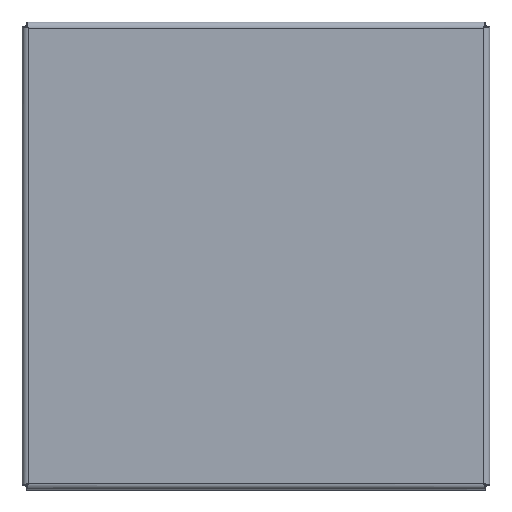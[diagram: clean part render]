
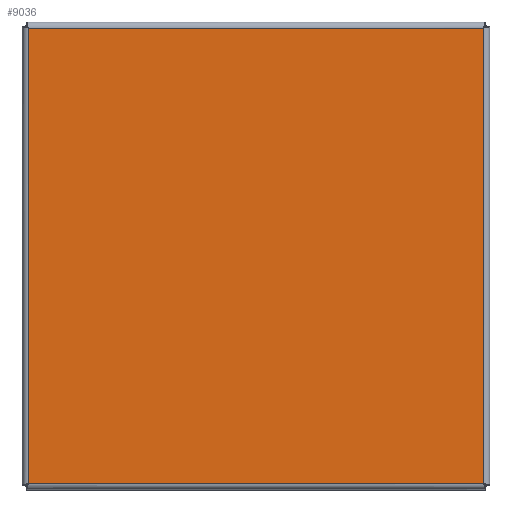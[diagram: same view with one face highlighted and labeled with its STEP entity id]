
A CAD part, top view. The second image highlights one B-rep face of the part: STEP entity #9036.
In plain terms, the highlighted planar face has unit normal (0, 0, 1).
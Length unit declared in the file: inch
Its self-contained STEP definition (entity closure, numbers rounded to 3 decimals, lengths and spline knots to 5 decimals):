
#37 = EDGE_CURVE ( 'NONE', #9486, #7088, #6557, .T. ) ;
#388 = LINE ( 'NONE', #3313, #5369 ) ;
#424 = AXIS2_PLACEMENT_3D ( 'NONE', #6421, #781, #7380 ) ;
#704 = CARTESIAN_POINT ( 'NONE',  ( 8.01975, 8.01975, 0.074 ) ) ;
#781 = DIRECTION ( 'NONE',  ( 0., 0., 1. ) ) ;
#1563 = VECTOR ( 'NONE', #4293, 39.37008 ) ;
#2301 = VERTEX_POINT ( 'NONE', #11642 ) ;
#2389 = EDGE_CURVE ( 'NONE', #7088, #2301, #6286, .T. ) ;
#2796 = EDGE_LOOP ( 'NONE', ( #9482, #8706, #5615, #4600 ) ) ;
#3032 = LINE ( 'NONE', #5708, #8064 ) ;
#3313 = CARTESIAN_POINT ( 'NONE',  ( 2.08387, 0.10525, 0.074 ) ) ;
#3343 = EDGE_CURVE ( 'NONE', #6667, #9486, #3032, .T. ) ;
#3486 = EDGE_CURVE ( 'NONE', #2301, #6667, #388, .T. ) ;
#3779 = VECTOR ( 'NONE', #10822, 39.37008 ) ;
#4293 = DIRECTION ( 'NONE',  ( -1., 0., 0. ) ) ;
#4370 = DIRECTION ( 'NONE',  ( 1., 0., 0. ) ) ;
#4600 = ORIENTED_EDGE ( 'NONE', *, *, #3486, .T. ) ;
#4829 = CARTESIAN_POINT ( 'NONE',  ( 0.10525, 8.01975, 0.074 ) ) ;
#5369 = VECTOR ( 'NONE', #4370, 39.37008 ) ;
#5615 = ORIENTED_EDGE ( 'NONE', *, *, #2389, .T. ) ;
#5665 = DIRECTION ( 'NONE',  ( 0., 1., 0. ) ) ;
#5708 = CARTESIAN_POINT ( 'NONE',  ( 8.01975, 2.08387, 0.074 ) ) ;
#6286 = LINE ( 'NONE', #10888, #3779 ) ;
#6421 = CARTESIAN_POINT ( 'NONE',  ( 4.0625, 4.0625, 0.074 ) ) ;
#6557 = LINE ( 'NONE', #8022, #1563 ) ;
#6667 = VERTEX_POINT ( 'NONE', #7568 ) ;
#7088 = VERTEX_POINT ( 'NONE', #4829 ) ;
#7380 = DIRECTION ( 'NONE',  ( 1., 0., 0. ) ) ;
#7568 = CARTESIAN_POINT ( 'NONE',  ( 8.01975, 0.10525, 0.074 ) ) ;
#8022 = CARTESIAN_POINT ( 'NONE',  ( 6.04113, 8.01975, 0.074 ) ) ;
#8064 = VECTOR ( 'NONE', #5665, 39.37008 ) ;
#8297 = PLANE ( 'NONE',  #424 ) ;
#8530 = FACE_OUTER_BOUND ( 'NONE', #2796, .T. ) ;
#8706 = ORIENTED_EDGE ( 'NONE', *, *, #37, .T. ) ;
#9036 = ADVANCED_FACE ( 'NONE', ( #8530 ), #8297, .T. ) ;
#9482 = ORIENTED_EDGE ( 'NONE', *, *, #3343, .T. ) ;
#9486 = VERTEX_POINT ( 'NONE', #704 ) ;
#10822 = DIRECTION ( 'NONE',  ( 0., -1., 0. ) ) ;
#10888 = CARTESIAN_POINT ( 'NONE',  ( 0.10525, 6.04113, 0.074 ) ) ;
#11642 = CARTESIAN_POINT ( 'NONE',  ( 0.10525, 0.10525, 0.074 ) ) ;
